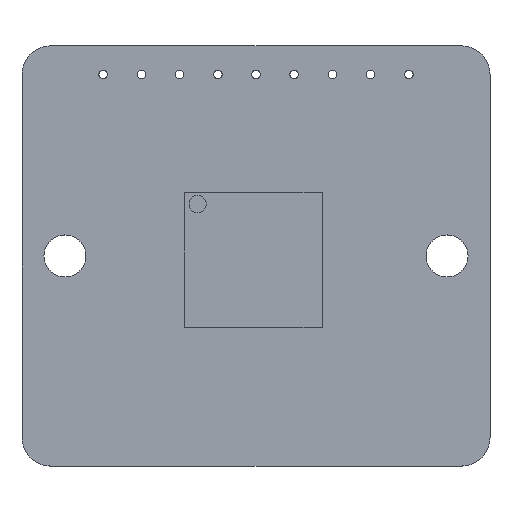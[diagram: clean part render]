
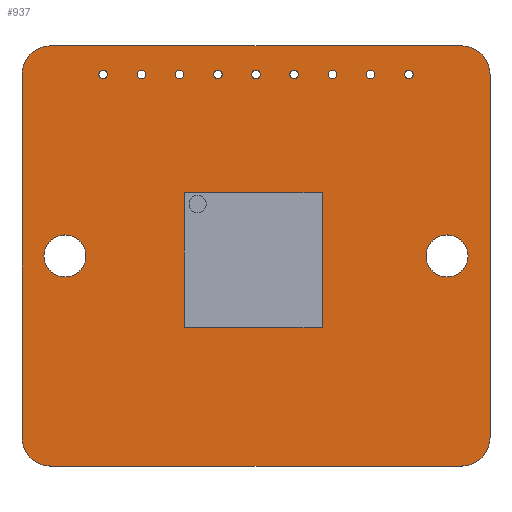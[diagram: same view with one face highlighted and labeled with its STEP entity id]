
A CAD part, top view. The second image highlights one B-rep face of the part: STEP entity #937.
In plain terms, the highlighted planar face has unit normal (0, 0, 1).
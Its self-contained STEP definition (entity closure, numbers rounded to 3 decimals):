
#276 = VERTEX_POINT('',#277);
#277 = CARTESIAN_POINT('',(-12.25,-9.5,1.605));
#283 = EDGE_CURVE('',#276,#284,#286,.T.);
#284 = VERTEX_POINT('',#285);
#285 = CARTESIAN_POINT('',(-12.25,9.5,1.605));
#286 = LINE('',#287,#288);
#287 = CARTESIAN_POINT('',(-12.25,-9.5,1.605));
#288 = VECTOR('',#289,1.);
#289 = DIRECTION('',(0.,1.,0.));
#314 = EDGE_CURVE('',#284,#315,#317,.T.);
#315 = VERTEX_POINT('',#316);
#316 = CARTESIAN_POINT('',(-10.75,11.,1.605));
#317 = CIRCLE('',#318,1.499);
#318 = AXIS2_PLACEMENT_3D('',#319,#320,#321);
#319 = CARTESIAN_POINT('',(-10.751,9.501,1.605));
#320 = DIRECTION('',(0.,0.,-1.));
#321 = DIRECTION('',(-1.,-0.001,0.));
#347 = EDGE_CURVE('',#315,#348,#350,.T.);
#348 = VERTEX_POINT('',#349);
#349 = CARTESIAN_POINT('',(10.75,11.,1.605));
#350 = LINE('',#351,#352);
#351 = CARTESIAN_POINT('',(-10.75,11.,1.605));
#352 = VECTOR('',#353,1.);
#353 = DIRECTION('',(1.,0.,0.));
#378 = EDGE_CURVE('',#348,#379,#381,.T.);
#379 = VERTEX_POINT('',#380);
#380 = CARTESIAN_POINT('',(12.25,9.498,1.605));
#381 = CIRCLE('',#382,1.499);
#382 = AXIS2_PLACEMENT_3D('',#383,#384,#385);
#383 = CARTESIAN_POINT('',(10.751,9.501,1.605));
#384 = DIRECTION('',(0.,0.,-1.));
#385 = DIRECTION('',(-0.001,1.,0.));
#411 = EDGE_CURVE('',#379,#412,#414,.T.);
#412 = VERTEX_POINT('',#413);
#413 = CARTESIAN_POINT('',(12.25,-9.5,1.605));
#414 = LINE('',#415,#416);
#415 = CARTESIAN_POINT('',(12.25,9.498,1.605));
#416 = VECTOR('',#417,1.);
#417 = DIRECTION('',(0.,-1.,0.));
#442 = EDGE_CURVE('',#412,#443,#445,.T.);
#443 = VERTEX_POINT('',#444);
#444 = CARTESIAN_POINT('',(10.75,-11.,1.605));
#445 = CIRCLE('',#446,1.499);
#446 = AXIS2_PLACEMENT_3D('',#447,#448,#449);
#447 = CARTESIAN_POINT('',(10.751,-9.501,1.605));
#448 = DIRECTION('',(0.,0.,-1.));
#449 = DIRECTION('',(1.,0.001,0.));
#475 = EDGE_CURVE('',#443,#476,#478,.T.);
#476 = VERTEX_POINT('',#477);
#477 = CARTESIAN_POINT('',(-10.75,-11.,1.605));
#478 = LINE('',#479,#480);
#479 = CARTESIAN_POINT('',(10.75,-11.,1.605));
#480 = VECTOR('',#481,1.);
#481 = DIRECTION('',(-1.,0.,0.));
#506 = EDGE_CURVE('',#476,#276,#507,.T.);
#507 = CIRCLE('',#508,1.499);
#508 = AXIS2_PLACEMENT_3D('',#509,#510,#511);
#509 = CARTESIAN_POINT('',(-10.751,-9.501,1.605));
#510 = DIRECTION('',(0.,0.,-1.));
#511 = DIRECTION('',(0.001,-1.,0.));
#532 = VERTEX_POINT('',#533);
#533 = CARTESIAN_POINT('',(-8.9,0.,1.605));
#539 = EDGE_CURVE('',#532,#532,#540,.T.);
#540 = CIRCLE('',#541,1.1);
#541 = AXIS2_PLACEMENT_3D('',#542,#543,#544);
#542 = CARTESIAN_POINT('',(-10.,0.,1.605));
#543 = DIRECTION('',(0.,0.,1.));
#544 = DIRECTION('',(1.,0.,0.));
#565 = VERTEX_POINT('',#566);
#566 = CARTESIAN_POINT('',(-7.775,9.5,1.605));
#572 = EDGE_CURVE('',#565,#565,#573,.T.);
#573 = CIRCLE('',#574,0.225);
#574 = AXIS2_PLACEMENT_3D('',#575,#576,#577);
#575 = CARTESIAN_POINT('',(-8.,9.5,1.605));
#576 = DIRECTION('',(0.,0.,1.));
#577 = DIRECTION('',(1.,0.,0.));
#598 = VERTEX_POINT('',#599);
#599 = CARTESIAN_POINT('',(-5.775,9.5,1.605));
#605 = EDGE_CURVE('',#598,#598,#606,.T.);
#606 = CIRCLE('',#607,0.225);
#607 = AXIS2_PLACEMENT_3D('',#608,#609,#610);
#608 = CARTESIAN_POINT('',(-6.,9.5,1.605));
#609 = DIRECTION('',(0.,0.,1.));
#610 = DIRECTION('',(1.,0.,0.));
#631 = VERTEX_POINT('',#632);
#632 = CARTESIAN_POINT('',(-1.775,9.5,1.605));
#638 = EDGE_CURVE('',#631,#631,#639,.T.);
#639 = CIRCLE('',#640,0.225);
#640 = AXIS2_PLACEMENT_3D('',#641,#642,#643);
#641 = CARTESIAN_POINT('',(-2.,9.5,1.605));
#642 = DIRECTION('',(0.,0.,1.));
#643 = DIRECTION('',(1.,0.,0.));
#664 = VERTEX_POINT('',#665);
#665 = CARTESIAN_POINT('',(-3.775,9.5,1.605));
#671 = EDGE_CURVE('',#664,#664,#672,.T.);
#672 = CIRCLE('',#673,0.225);
#673 = AXIS2_PLACEMENT_3D('',#674,#675,#676);
#674 = CARTESIAN_POINT('',(-4.,9.5,1.605));
#675 = DIRECTION('',(0.,0.,1.));
#676 = DIRECTION('',(1.,0.,0.));
#697 = VERTEX_POINT('',#698);
#698 = CARTESIAN_POINT('',(6.225,9.5,1.605));
#704 = EDGE_CURVE('',#697,#697,#705,.T.);
#705 = CIRCLE('',#706,0.225);
#706 = AXIS2_PLACEMENT_3D('',#707,#708,#709);
#707 = CARTESIAN_POINT('',(6.,9.5,1.605));
#708 = DIRECTION('',(0.,0.,1.));
#709 = DIRECTION('',(1.,0.,0.));
#730 = VERTEX_POINT('',#731);
#731 = CARTESIAN_POINT('',(11.1,0.,1.605));
#737 = EDGE_CURVE('',#730,#730,#738,.T.);
#738 = CIRCLE('',#739,1.1);
#739 = AXIS2_PLACEMENT_3D('',#740,#741,#742);
#740 = CARTESIAN_POINT('',(10.,0.,1.605));
#741 = DIRECTION('',(0.,0.,1.));
#742 = DIRECTION('',(1.,0.,0.));
#763 = VERTEX_POINT('',#764);
#764 = CARTESIAN_POINT('',(8.225,9.5,1.605));
#770 = EDGE_CURVE('',#763,#763,#771,.T.);
#771 = CIRCLE('',#772,0.225);
#772 = AXIS2_PLACEMENT_3D('',#773,#774,#775);
#773 = CARTESIAN_POINT('',(8.,9.5,1.605));
#774 = DIRECTION('',(0.,0.,1.));
#775 = DIRECTION('',(1.,0.,0.));
#796 = VERTEX_POINT('',#797);
#797 = CARTESIAN_POINT('',(0.225,9.5,1.605));
#803 = EDGE_CURVE('',#796,#796,#804,.T.);
#804 = CIRCLE('',#805,0.225);
#805 = AXIS2_PLACEMENT_3D('',#806,#807,#808);
#806 = CARTESIAN_POINT('',(0.,9.5,1.605));
#807 = DIRECTION('',(0.,0.,1.));
#808 = DIRECTION('',(1.,0.,0.));
#829 = VERTEX_POINT('',#830);
#830 = CARTESIAN_POINT('',(4.225,9.5,1.605));
#836 = EDGE_CURVE('',#829,#829,#837,.T.);
#837 = CIRCLE('',#838,0.225);
#838 = AXIS2_PLACEMENT_3D('',#839,#840,#841);
#839 = CARTESIAN_POINT('',(4.,9.5,1.605));
#840 = DIRECTION('',(0.,0.,1.));
#841 = DIRECTION('',(1.,0.,0.));
#862 = VERTEX_POINT('',#863);
#863 = CARTESIAN_POINT('',(2.225,9.5,1.605));
#869 = EDGE_CURVE('',#862,#862,#870,.T.);
#870 = CIRCLE('',#871,0.225);
#871 = AXIS2_PLACEMENT_3D('',#872,#873,#874);
#872 = CARTESIAN_POINT('',(2.,9.5,1.605));
#873 = DIRECTION('',(0.,0.,1.));
#874 = DIRECTION('',(1.,0.,0.));
#937 = ADVANCED_FACE('',(#938,#948,#951,#954,#957,#960,#963,#966,#969,
    #972,#975,#978),#981,.T.);
#938 = FACE_BOUND('',#939,.F.);
#939 = EDGE_LOOP('',(#940,#941,#942,#943,#944,#945,#946,#947));
#940 = ORIENTED_EDGE('',*,*,#283,.T.);
#941 = ORIENTED_EDGE('',*,*,#314,.T.);
#942 = ORIENTED_EDGE('',*,*,#347,.T.);
#943 = ORIENTED_EDGE('',*,*,#378,.T.);
#944 = ORIENTED_EDGE('',*,*,#411,.T.);
#945 = ORIENTED_EDGE('',*,*,#442,.T.);
#946 = ORIENTED_EDGE('',*,*,#475,.T.);
#947 = ORIENTED_EDGE('',*,*,#506,.T.);
#948 = FACE_BOUND('',#949,.T.);
#949 = EDGE_LOOP('',(#950));
#950 = ORIENTED_EDGE('',*,*,#539,.F.);
#951 = FACE_BOUND('',#952,.T.);
#952 = EDGE_LOOP('',(#953));
#953 = ORIENTED_EDGE('',*,*,#572,.F.);
#954 = FACE_BOUND('',#955,.T.);
#955 = EDGE_LOOP('',(#956));
#956 = ORIENTED_EDGE('',*,*,#605,.F.);
#957 = FACE_BOUND('',#958,.T.);
#958 = EDGE_LOOP('',(#959));
#959 = ORIENTED_EDGE('',*,*,#638,.F.);
#960 = FACE_BOUND('',#961,.T.);
#961 = EDGE_LOOP('',(#962));
#962 = ORIENTED_EDGE('',*,*,#671,.F.);
#963 = FACE_BOUND('',#964,.T.);
#964 = EDGE_LOOP('',(#965));
#965 = ORIENTED_EDGE('',*,*,#704,.F.);
#966 = FACE_BOUND('',#967,.T.);
#967 = EDGE_LOOP('',(#968));
#968 = ORIENTED_EDGE('',*,*,#737,.F.);
#969 = FACE_BOUND('',#970,.T.);
#970 = EDGE_LOOP('',(#971));
#971 = ORIENTED_EDGE('',*,*,#770,.F.);
#972 = FACE_BOUND('',#973,.T.);
#973 = EDGE_LOOP('',(#974));
#974 = ORIENTED_EDGE('',*,*,#803,.F.);
#975 = FACE_BOUND('',#976,.T.);
#976 = EDGE_LOOP('',(#977));
#977 = ORIENTED_EDGE('',*,*,#836,.F.);
#978 = FACE_BOUND('',#979,.T.);
#979 = EDGE_LOOP('',(#980));
#980 = ORIENTED_EDGE('',*,*,#869,.F.);
#981 = PLANE('',#982);
#982 = AXIS2_PLACEMENT_3D('',#983,#984,#985);
#983 = CARTESIAN_POINT('',(-12.25,-9.5,1.605));
#984 = DIRECTION('',(0.,0.,1.));
#985 = DIRECTION('',(1.,0.,0.));
